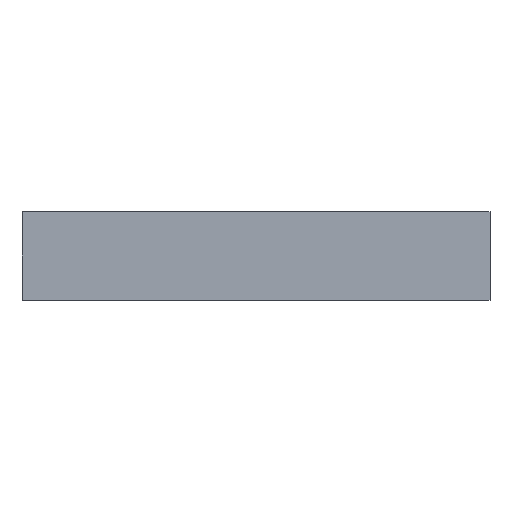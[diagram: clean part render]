
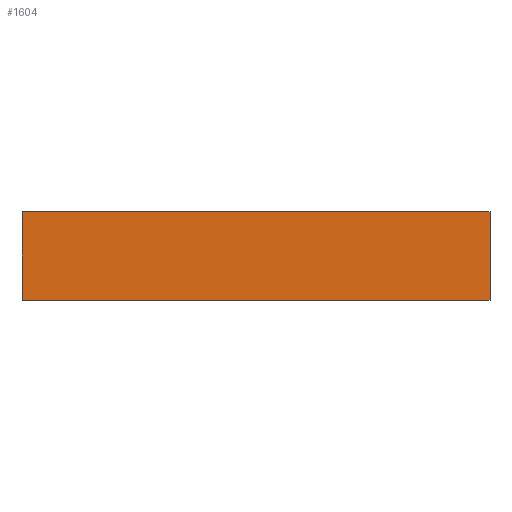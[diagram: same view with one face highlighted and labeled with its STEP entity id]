
A CAD part, front view. The second image highlights one B-rep face of the part: STEP entity #1604.
In plain terms, the highlighted planar face has unit normal (0, -1, 0).
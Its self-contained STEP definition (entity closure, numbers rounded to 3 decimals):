
#77 = EDGE_CURVE('',#78,#80,#82,.T.);
#78 = VERTEX_POINT('',#79);
#79 = CARTESIAN_POINT('',(-269.,-720.305,
    -17.196));
#80 = VERTEX_POINT('',#81);
#81 = CARTESIAN_POINT('',(-269.,-720.305,
    11.195));
#82 = LINE('',#83,#84);
#83 = CARTESIAN_POINT('',(-269.,-720.305,
    -10.095));
#84 = VECTOR('',#85,1.);
#85 = DIRECTION('',(0.,0.,1.));
#472 = VERTEX_POINT('',#473);
#473 = CARTESIAN_POINT('',(-118.5,-720.305,-17.196));
#1146 = VERTEX_POINT('',#1147);
#1147 = CARTESIAN_POINT('',(-118.5,-720.305,11.195));
#1153 = EDGE_CURVE('',#472,#1146,#1154,.T.);
#1154 = LINE('',#1155,#1156);
#1155 = CARTESIAN_POINT('',(-118.5,-720.305,-17.196));
#1156 = VECTOR('',#1157,1.);
#1157 = DIRECTION('',(0.,0.,1.));
#1552 = EDGE_CURVE('',#472,#78,#1553,.T.);
#1553 = LINE('',#1554,#1555);
#1554 = CARTESIAN_POINT('',(-194.,-720.305,-17.196));
#1555 = VECTOR('',#1556,1.);
#1556 = DIRECTION('',(-1.,-0.,-0.));
#1604 = ADVANCED_FACE('',(#1605),#1616,.T.);
#1605 = FACE_BOUND('',#1606,.T.);
#1606 = EDGE_LOOP('',(#1607,#1608,#1609,#1610));
#1607 = ORIENTED_EDGE('',*,*,#77,.F.);
#1608 = ORIENTED_EDGE('',*,*,#1552,.F.);
#1609 = ORIENTED_EDGE('',*,*,#1153,.T.);
#1610 = ORIENTED_EDGE('',*,*,#1611,.F.);
#1611 = EDGE_CURVE('',#80,#1146,#1612,.T.);
#1612 = LINE('',#1613,#1614);
#1613 = CARTESIAN_POINT('',(-194.,-720.305,11.195));
#1614 = VECTOR('',#1615,1.);
#1615 = DIRECTION('',(1.,0.,0.));
#1616 = PLANE('',#1617);
#1617 = AXIS2_PLACEMENT_3D('',#1618,#1619,#1620);
#1618 = CARTESIAN_POINT('',(-193.75,-720.305,
    -3.));
#1619 = DIRECTION('',(0.,-1.,-0.));
#1620 = DIRECTION('',(-1.,0.,0.));
